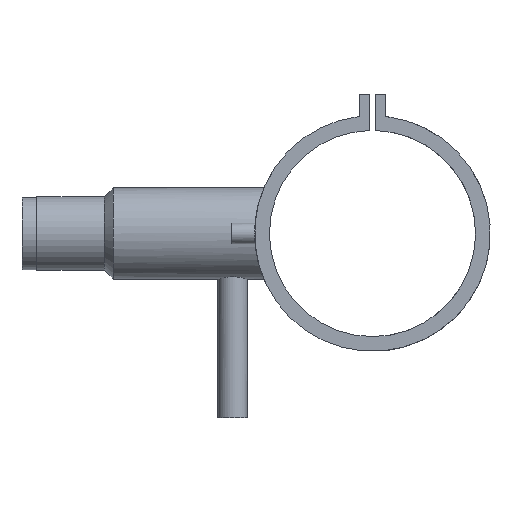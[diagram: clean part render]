
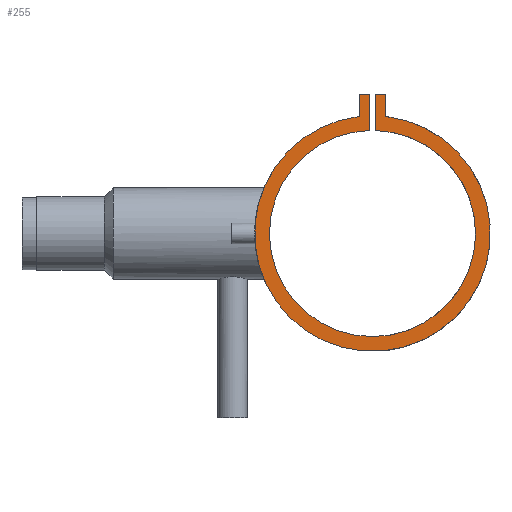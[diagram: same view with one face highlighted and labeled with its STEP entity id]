
A CAD part, left-side view. The second image highlights one B-rep face of the part: STEP entity #255.
In plain terms, the highlighted planar face has unit normal (-1, 0, 0).
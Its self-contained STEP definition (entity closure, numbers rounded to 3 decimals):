
#11 = CARTESIAN_POINT ( 'NONE',  ( -69., 0., 0. ) ) ;
#87 = FACE_OUTER_BOUND ( 'NONE', #2008, .T. ) ;
#114 = DIRECTION ( 'NONE',  ( 0., 0., -1. ) ) ;
#133 = DIRECTION ( 'NONE',  ( 0., 0., -1. ) ) ;
#137 = CARTESIAN_POINT ( 'NONE',  ( -69., 9., 79.492 ) ) ;
#193 = AXIS2_PLACEMENT_3D ( 'NONE', #1599, #2342, #665 ) ;
#255 = ADVANCED_FACE ( 'NONE', ( #87 ), #858, .F. ) ;
#258 = ORIENTED_EDGE ( 'NONE', *, *, #2121, .F. ) ;
#282 = DIRECTION ( 'NONE',  ( 1., 0., 0. ) ) ;
#335 = CARTESIAN_POINT ( 'NONE',  ( -69., -9., 79.492 ) ) ;
#498 = DIRECTION ( 'NONE',  ( 0., -1., 0. ) ) ;
#508 = DIRECTION ( 'NONE',  ( 0., -1., 0. ) ) ;
#522 = ORIENTED_EDGE ( 'NONE', *, *, #1300, .F. ) ;
#647 = LINE ( 'NONE', #1400, #1158 ) ;
#665 = DIRECTION ( 'NONE',  ( 0., 0., -1. ) ) ;
#673 = LINE ( 'NONE', #1426, #1547 ) ;
#731 = AXIS2_PLACEMENT_3D ( 'NONE', #11, #786, #1529 ) ;
#786 = DIRECTION ( 'NONE',  ( -1., 0., 0. ) ) ;
#803 = CARTESIAN_POINT ( 'NONE',  ( -69., 2., 94.492 ) ) ;
#820 = ORIENTED_EDGE ( 'NONE', *, *, #1467, .F. ) ;
#858 = PLANE ( 'NONE',  #193 ) ;
#866 = ORIENTED_EDGE ( 'NONE', *, *, #1522, .F. ) ;
#928 = CIRCLE ( 'NONE', #1241, 80. ) ;
#1007 = VECTOR ( 'NONE', #133, 1000. ) ;
#1047 = DIRECTION ( 'NONE',  ( 0., 0., -1. ) ) ;
#1067 = LINE ( 'NONE', #1809, #2179 ) ;
#1068 = ORIENTED_EDGE ( 'NONE', *, *, #1397, .F. ) ;
#1082 = LINE ( 'NONE', #1825, #1007 ) ;
#1114 = ORIENTED_EDGE ( 'NONE', *, *, #1551, .F. ) ;
#1116 = CARTESIAN_POINT ( 'NONE',  ( -69., 9., 94.492 ) ) ;
#1158 = VECTOR ( 'NONE', #2142, 1000. ) ;
#1199 = VERTEX_POINT ( 'NONE', #137 ) ;
#1241 = AXIS2_PLACEMENT_3D ( 'NONE', #1970, #282, #1047 ) ;
#1263 = VERTEX_POINT ( 'NONE', #1116 ) ;
#1300 = EDGE_CURVE ( 'NONE', #1589, #1614, #1785, .T. ) ;
#1397 = EDGE_CURVE ( 'NONE', #1602, #1199, #928, .T. ) ;
#1400 = CARTESIAN_POINT ( 'NONE',  ( -69., 9., 94.492 ) ) ;
#1423 = ORIENTED_EDGE ( 'NONE', *, *, #1865, .F. ) ;
#1426 = CARTESIAN_POINT ( 'NONE',  ( -69., -2., 94.492 ) ) ;
#1431 = EDGE_CURVE ( 'NONE', #1614, #1594, #673, .T. ) ;
#1438 = LINE ( 'NONE', #2182, #2177 ) ;
#1449 = LINE ( 'NONE', #2192, #1741 ) ;
#1459 = CARTESIAN_POINT ( 'NONE',  ( -69., 2., 69.971 ) ) ;
#1467 = EDGE_CURVE ( 'NONE', #1263, #2050, #1438, .T. ) ;
#1522 = EDGE_CURVE ( 'NONE', #1594, #1834, #1449, .T. ) ;
#1529 = DIRECTION ( 'NONE',  ( 0., 0., -1. ) ) ;
#1547 = VECTOR ( 'NONE', #2169, 1000. ) ;
#1551 = EDGE_CURVE ( 'NONE', #1834, #1602, #1082, .T. ) ;
#1589 = VERTEX_POINT ( 'NONE', #1459 ) ;
#1594 = VERTEX_POINT ( 'NONE', #2202 ) ;
#1599 = CARTESIAN_POINT ( 'NONE',  ( -69., 0., 0. ) ) ;
#1602 = VERTEX_POINT ( 'NONE', #335 ) ;
#1614 = VERTEX_POINT ( 'NONE', #2392 ) ;
#1741 = VECTOR ( 'NONE', #508, 1000. ) ;
#1785 = CIRCLE ( 'NONE', #731, 70. ) ;
#1809 = CARTESIAN_POINT ( 'NONE',  ( -69., 2., 94.492 ) ) ;
#1825 = CARTESIAN_POINT ( 'NONE',  ( -69., -9., 94.492 ) ) ;
#1834 = VERTEX_POINT ( 'NONE', #2127 ) ;
#1865 = EDGE_CURVE ( 'NONE', #1199, #1263, #647, .T. ) ;
#1970 = CARTESIAN_POINT ( 'NONE',  ( -69., 0., 0. ) ) ;
#2008 = EDGE_LOOP ( 'NONE', ( #1068, #1114, #866, #2151, #522, #258, #820, #1423 ) ) ;
#2050 = VERTEX_POINT ( 'NONE', #803 ) ;
#2121 = EDGE_CURVE ( 'NONE', #2050, #1589, #1067, .T. ) ;
#2127 = CARTESIAN_POINT ( 'NONE',  ( -69., -9., 94.492 ) ) ;
#2142 = DIRECTION ( 'NONE',  ( 0., 0., 1. ) ) ;
#2151 = ORIENTED_EDGE ( 'NONE', *, *, #1431, .F. ) ;
#2169 = DIRECTION ( 'NONE',  ( 0., 0., 1. ) ) ;
#2177 = VECTOR ( 'NONE', #498, 1000. ) ;
#2179 = VECTOR ( 'NONE', #114, 1000. ) ;
#2182 = CARTESIAN_POINT ( 'NONE',  ( -69., 9., 94.492 ) ) ;
#2192 = CARTESIAN_POINT ( 'NONE',  ( -69., -2., 94.492 ) ) ;
#2202 = CARTESIAN_POINT ( 'NONE',  ( -69., -2., 94.492 ) ) ;
#2342 = DIRECTION ( 'NONE',  ( 1., 0., 0. ) ) ;
#2392 = CARTESIAN_POINT ( 'NONE',  ( -69., -2., 69.971 ) ) ;
